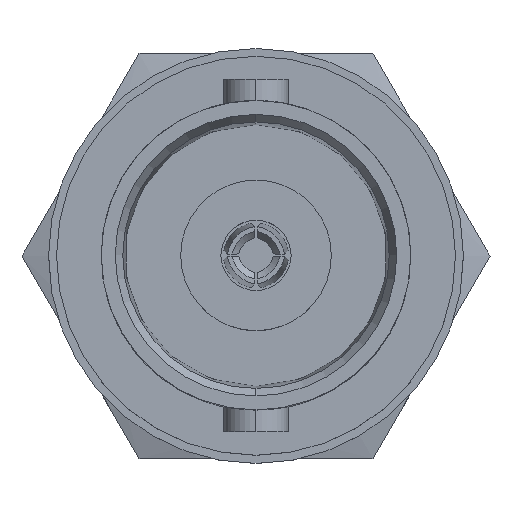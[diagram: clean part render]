
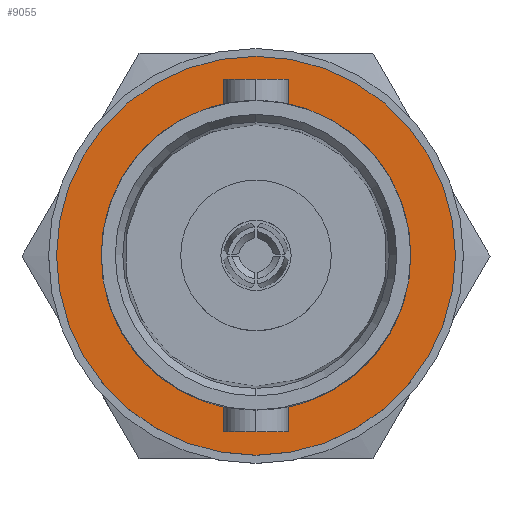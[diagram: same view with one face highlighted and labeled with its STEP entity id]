
A CAD part, top view. The second image highlights one B-rep face of the part: STEP entity #9055.
In plain terms, the highlighted planar face has unit normal (0, 0, 1).
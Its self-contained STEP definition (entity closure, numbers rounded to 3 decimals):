
#469 = CARTESIAN_POINT ( 'NONE',  ( -6.25, 0., -10.8 ) ) ;
#639 = ORIENTED_EDGE ( 'NONE', *, *, #9152, .T. ) ;
#1086 = CIRCLE ( 'NONE', #2895, 4.85 ) ;
#1140 = VERTEX_POINT ( 'NONE', #3229 ) ;
#1168 = CARTESIAN_POINT ( 'NONE',  ( 6.25, 0., -10.8 ) ) ;
#1421 = DIRECTION ( 'NONE',  ( 0., 0., 1. ) ) ;
#1590 = CARTESIAN_POINT ( 'NONE',  ( 0., 0., -10.8 ) ) ;
#1765 = CARTESIAN_POINT ( 'NONE',  ( 0., 0., -10.8 ) ) ;
#1892 = EDGE_CURVE ( 'NONE', #1140, #7634, #10439, .T. ) ;
#2100 = ORIENTED_EDGE ( 'NONE', *, *, #5270, .F. ) ;
#2533 = DIRECTION ( 'NONE',  ( 1., 0., 0. ) ) ;
#2732 = DIRECTION ( 'NONE',  ( 1., 0., 0. ) ) ;
#2895 = AXIS2_PLACEMENT_3D ( 'NONE', #1590, #8143, #2533 ) ;
#2944 = CARTESIAN_POINT ( 'NONE',  ( 0., 0., -10.8 ) ) ;
#3229 = CARTESIAN_POINT ( 'NONE',  ( -4.85, 0., -10.8 ) ) ;
#3405 = CARTESIAN_POINT ( 'NONE',  ( 4.85, 0., -10.8 ) ) ;
#3833 = CIRCLE ( 'NONE', #7163, 6.25 ) ;
#3855 = CIRCLE ( 'NONE', #10938, 6.25 ) ;
#3886 = DIRECTION ( 'NONE',  ( 1., 0., 0. ) ) ;
#3977 = DIRECTION ( 'NONE',  ( 0., 0., -1. ) ) ;
#4134 = AXIS2_PLACEMENT_3D ( 'NONE', #1765, #8343, #2732 ) ;
#4573 = FACE_BOUND ( 'NONE', #4676, .T. ) ;
#4676 = EDGE_LOOP ( 'NONE', ( #2100, #11816 ) ) ;
#5270 = EDGE_CURVE ( 'NONE', #7634, #1140, #1086, .T. ) ;
#5304 = AXIS2_PLACEMENT_3D ( 'NONE', #9563, #3977, #10467 ) ;
#5749 = EDGE_LOOP ( 'NONE', ( #10616, #639 ) ) ;
#7023 = CARTESIAN_POINT ( 'NONE',  ( 0., 0., -10.8 ) ) ;
#7163 = AXIS2_PLACEMENT_3D ( 'NONE', #2944, #9471, #3886 ) ;
#7634 = VERTEX_POINT ( 'NONE', #3405 ) ;
#7970 = DIRECTION ( 'NONE',  ( 1., 0., 0. ) ) ;
#8143 = DIRECTION ( 'NONE',  ( 0., 0., 1. ) ) ;
#8343 = DIRECTION ( 'NONE',  ( 0., 0., 1. ) ) ;
#9055 = ADVANCED_FACE ( 'NONE', ( #4573, #9558 ), #11330, .F. ) ;
#9152 = EDGE_CURVE ( 'NONE', #10071, #11935, #3855, .T. ) ;
#9471 = DIRECTION ( 'NONE',  ( 0., 0., 1. ) ) ;
#9558 = FACE_OUTER_BOUND ( 'NONE', #5749, .T. ) ;
#9563 = CARTESIAN_POINT ( 'NONE',  ( 0., 6.25, -10.8 ) ) ;
#10071 = VERTEX_POINT ( 'NONE', #469 ) ;
#10439 = CIRCLE ( 'NONE', #4134, 4.85 ) ;
#10467 = DIRECTION ( 'NONE',  ( -1., 0., 0. ) ) ;
#10616 = ORIENTED_EDGE ( 'NONE', *, *, #11218, .T. ) ;
#10938 = AXIS2_PLACEMENT_3D ( 'NONE', #7023, #1421, #7970 ) ;
#11218 = EDGE_CURVE ( 'NONE', #11935, #10071, #3833, .T. ) ;
#11330 = PLANE ( 'NONE',  #5304 ) ;
#11816 = ORIENTED_EDGE ( 'NONE', *, *, #1892, .F. ) ;
#11935 = VERTEX_POINT ( 'NONE', #1168 ) ;
